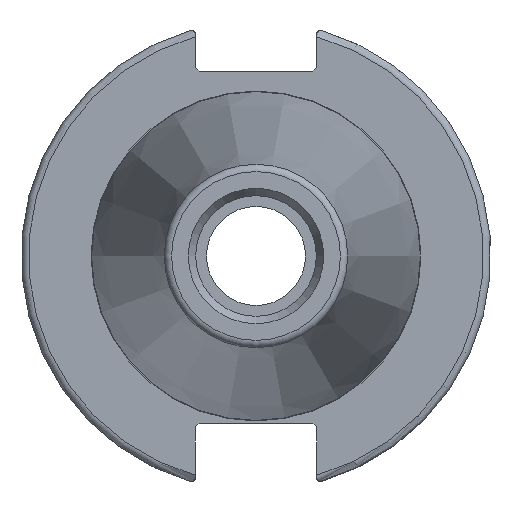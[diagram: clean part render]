
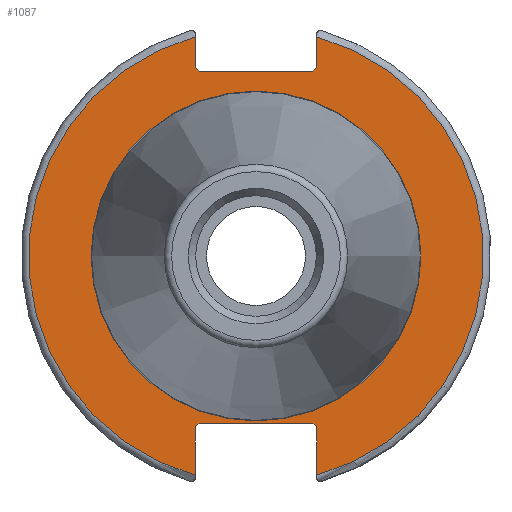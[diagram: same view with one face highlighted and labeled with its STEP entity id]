
A CAD part, left-side view. The second image highlights one B-rep face of the part: STEP entity #1087.
In plain terms, the highlighted planar face has unit normal (-1, 0, 0).
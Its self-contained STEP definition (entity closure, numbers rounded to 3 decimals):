
#70=LINE('',#1770,#141);
#71=LINE('',#1772,#142);
#72=LINE('',#1774,#143);
#73=LINE('',#1776,#144);
#74=LINE('',#1778,#145);
#75=LINE('',#1782,#146);
#76=LINE('',#1784,#147);
#77=LINE('',#1786,#148);
#78=LINE('',#1788,#149);
#79=LINE('',#1789,#150);
#141=VECTOR('',#1376,10.);
#142=VECTOR('',#1377,10.);
#143=VECTOR('',#1378,10.);
#144=VECTOR('',#1379,10.);
#145=VECTOR('',#1380,10.);
#146=VECTOR('',#1383,10.);
#147=VECTOR('',#1384,10.);
#148=VECTOR('',#1385,10.);
#149=VECTOR('',#1386,10.);
#150=VECTOR('',#1387,10.);
#224=FACE_BOUND('',#341,.T.);
#231=PLANE('',#1200);
#272=FACE_OUTER_BOUND('',#340,.T.);
#340=EDGE_LOOP('',(#801,#802,#803,#804,#805,#806,#807,#808,#809,#810,#811,
#812));
#341=EDGE_LOOP('',(#813));
#417=CIRCLE('',#1198,22.3);
#419=CIRCLE('',#1201,30.75);
#420=CIRCLE('',#1202,30.75);
#477=VERTEX_POINT('',#1761);
#478=VERTEX_POINT('',#1766);
#479=VERTEX_POINT('',#1767);
#480=VERTEX_POINT('',#1769);
#481=VERTEX_POINT('',#1771);
#482=VERTEX_POINT('',#1773);
#483=VERTEX_POINT('',#1775);
#484=VERTEX_POINT('',#1777);
#485=VERTEX_POINT('',#1779);
#486=VERTEX_POINT('',#1781);
#487=VERTEX_POINT('',#1783);
#488=VERTEX_POINT('',#1785);
#489=VERTEX_POINT('',#1787);
#599=EDGE_CURVE('',#477,#477,#417,.T.);
#601=EDGE_CURVE('',#478,#479,#419,.T.);
#602=EDGE_CURVE('',#478,#480,#70,.T.);
#603=EDGE_CURVE('',#481,#480,#71,.T.);
#604=EDGE_CURVE('',#481,#482,#72,.T.);
#605=EDGE_CURVE('',#483,#482,#73,.T.);
#606=EDGE_CURVE('',#483,#484,#74,.T.);
#607=EDGE_CURVE('',#485,#484,#420,.T.);
#608=EDGE_CURVE('',#485,#486,#75,.T.);
#609=EDGE_CURVE('',#487,#486,#76,.T.);
#610=EDGE_CURVE('',#487,#488,#77,.T.);
#611=EDGE_CURVE('',#489,#488,#78,.T.);
#612=EDGE_CURVE('',#489,#479,#79,.T.);
#801=ORIENTED_EDGE('',*,*,#601,.F.);
#802=ORIENTED_EDGE('',*,*,#602,.T.);
#803=ORIENTED_EDGE('',*,*,#603,.F.);
#804=ORIENTED_EDGE('',*,*,#604,.T.);
#805=ORIENTED_EDGE('',*,*,#605,.F.);
#806=ORIENTED_EDGE('',*,*,#606,.T.);
#807=ORIENTED_EDGE('',*,*,#607,.F.);
#808=ORIENTED_EDGE('',*,*,#608,.T.);
#809=ORIENTED_EDGE('',*,*,#609,.F.);
#810=ORIENTED_EDGE('',*,*,#610,.T.);
#811=ORIENTED_EDGE('',*,*,#611,.F.);
#812=ORIENTED_EDGE('',*,*,#612,.T.);
#813=ORIENTED_EDGE('',*,*,#599,.F.);
#1087=ADVANCED_FACE('',(#272,#224),#231,.T.);
#1198=AXIS2_PLACEMENT_3D('',#1763,#1368,#1369);
#1200=AXIS2_PLACEMENT_3D('',#1765,#1372,#1373);
#1201=AXIS2_PLACEMENT_3D('',#1768,#1374,#1375);
#1202=AXIS2_PLACEMENT_3D('',#1780,#1381,#1382);
#1368=DIRECTION('center_axis',(-1.,0.,0.));
#1369=DIRECTION('ref_axis',(0.,-1.,0.));
#1372=DIRECTION('center_axis',(-1.,0.,0.));
#1373=DIRECTION('ref_axis',(0.,0.,1.));
#1374=DIRECTION('center_axis',(1.,0.,0.));
#1375=DIRECTION('ref_axis',(0.,-1.,0.));
#1376=DIRECTION('',(0.,0.,-1.));
#1377=DIRECTION('',(0.,-0.707,0.707));
#1378=DIRECTION('',(0.,1.,0.));
#1379=DIRECTION('',(0.,-0.707,-0.707));
#1380=DIRECTION('',(0.,0.,1.));
#1381=DIRECTION('center_axis',(1.,0.,0.));
#1382=DIRECTION('ref_axis',(0.,1.,0.));
#1383=DIRECTION('',(0.,0.,1.));
#1384=DIRECTION('',(0.,0.707,-0.707));
#1385=DIRECTION('',(0.,-1.,0.));
#1386=DIRECTION('',(0.,0.707,0.707));
#1387=DIRECTION('',(0.,0.,-1.));
#1761=CARTESIAN_POINT('',(3.175,0.,22.3));
#1763=CARTESIAN_POINT('Origin',(3.175,0.,0.));
#1765=CARTESIAN_POINT('Origin',(3.175,31.75,0.));
#1766=CARTESIAN_POINT('',(3.175,-8.19,29.639));
#1767=CARTESIAN_POINT('',(3.175,-8.19,-29.639));
#1768=CARTESIAN_POINT('Origin',(3.175,0.,0.));
#1769=CARTESIAN_POINT('',(3.175,-8.19,25.5));
#1770=CARTESIAN_POINT('',(3.175,-8.19,12.5));
#1771=CARTESIAN_POINT('',(3.175,-7.69,25.));
#1772=CARTESIAN_POINT('',(3.175,8.295,9.015));
#1773=CARTESIAN_POINT('',(3.175,7.69,25.));
#1774=CARTESIAN_POINT('',(3.175,15.875,25.));
#1775=CARTESIAN_POINT('',(3.175,8.19,25.5));
#1776=CARTESIAN_POINT('',(3.175,7.58,24.89));
#1777=CARTESIAN_POINT('',(3.175,8.19,29.639));
#1778=CARTESIAN_POINT('',(3.175,8.19,12.5));
#1779=CARTESIAN_POINT('',(3.175,8.19,-29.639));
#1780=CARTESIAN_POINT('Origin',(3.175,0.,0.));
#1781=CARTESIAN_POINT('',(3.175,8.19,-23.1));
#1782=CARTESIAN_POINT('',(3.175,8.19,-11.3));
#1783=CARTESIAN_POINT('',(3.175,7.69,-22.6));
#1784=CARTESIAN_POINT('',(3.175,8.18,-23.09));
#1785=CARTESIAN_POINT('',(3.175,-7.69,-22.6));
#1786=CARTESIAN_POINT('',(3.175,15.875,-22.6));
#1787=CARTESIAN_POINT('',(3.175,-8.19,-23.1));
#1788=CARTESIAN_POINT('',(3.175,7.695,-7.215));
#1789=CARTESIAN_POINT('',(3.175,-8.19,-11.3));
